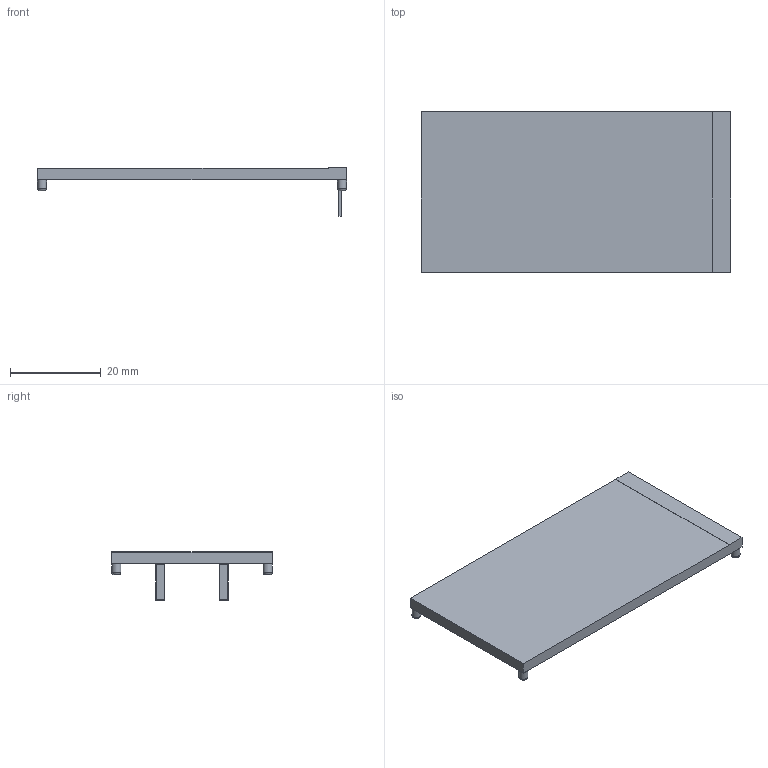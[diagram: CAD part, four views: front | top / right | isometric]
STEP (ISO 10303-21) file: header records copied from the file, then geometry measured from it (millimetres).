
FILE_DESCRIPTION(/* description */ ('Alibre Inc.'),/* implementation_level */ '2;1');
FILE_NAME(/* name */ 'export0',/* time_stamp */ '2013-05-23T20:35:53+03:00',/* author */ (''),/* organization */ (''),/* preprocessor_version */ 'ST-DEVELOPER v14',/* originating_system */ 'Alibre',/* authorisation */ '');
FILE_SCHEMA (('AUTOMOTIVE_DESIGN'));
Length unit declared in the file: centimetre
Bounding box: 68.2 x 35.4 x 10.65 mm (x, y, z)
Volume: 6332.9 mm3; surface area: 5509.7 mm2
Topology: 1 solids, 1 shells, 54 faces, 124 edges, 78 vertices
Faces by surface type: plane 46, torus 4, cylinder 4
Full cylindrical faces by diameter (mm): 2 x4
Entity records: 1433 total; most frequent: CARTESIAN_POINT 232, ORIENTED_EDGE 228, DIRECTION 176, EDGE_CURVE 114, VECTOR 90, LINE 90, VERTEX_POINT 76, EDGE_LOOP 68
